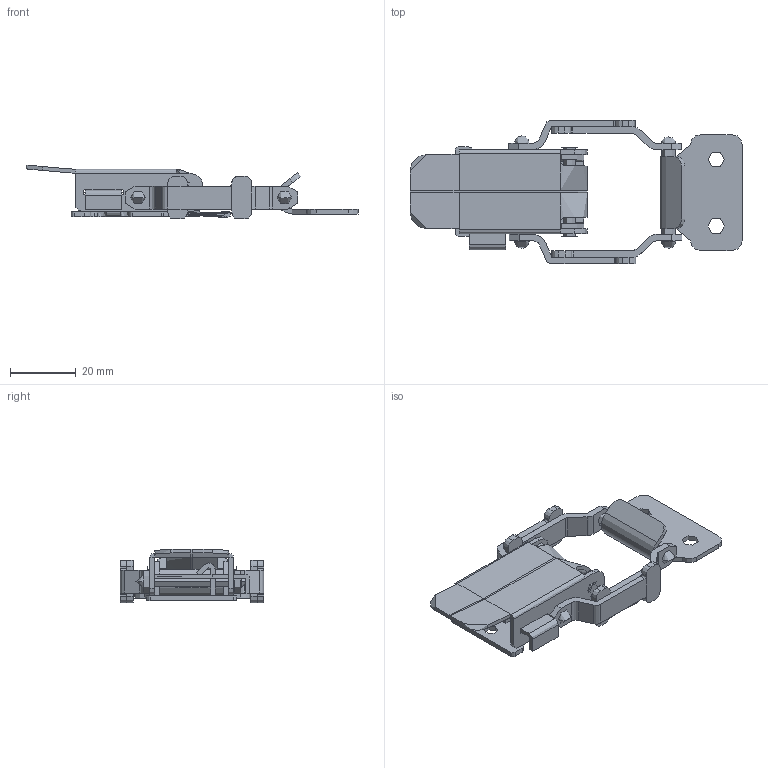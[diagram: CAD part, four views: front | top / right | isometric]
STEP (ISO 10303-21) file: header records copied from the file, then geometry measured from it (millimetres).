
FILE_DESCRIPTION(/* description */ (''),/* implementation_level */ '2;1');
FILE_NAME(/* name */ 'DK525',/* time_stamp */ '2024-10-23T13:05:55+08:00',/* author */ (''),/* organization */ (''),/* preprocessor_version */ 'ST-DEVELOPER v19.2',/* originating_system */ 'Rhino 8.5',/* authorisation */ '');
FILE_SCHEMA (('CONFIG_CONTROL_DESIGN'));
Length unit declared in the file: millimetre
Products named in the file (1): Document
Bounding box: 101.08 x 43.81 x 16.4 mm (x, y, z)
Volume: 7724.4 mm3
Topology: 14 solids, 16 shells, 381 faces, 1016 edges, 657 vertices
Faces by surface type: plane 197, cylinder 155, bspline 29
Full cylindrical faces by diameter (mm): 2 x1
Entity records: 26558 total; most frequent: CARTESIAN_POINT 18220, ORIENTED_EDGE 1998, DIRECTION 1078, EDGE_CURVE 1007, AXIS2_PLACEMENT_3D 714, VERTEX_POINT 658, B_SPLINE_CURVE_WITH_KNOTS 465, EDGE_LOOP 423
